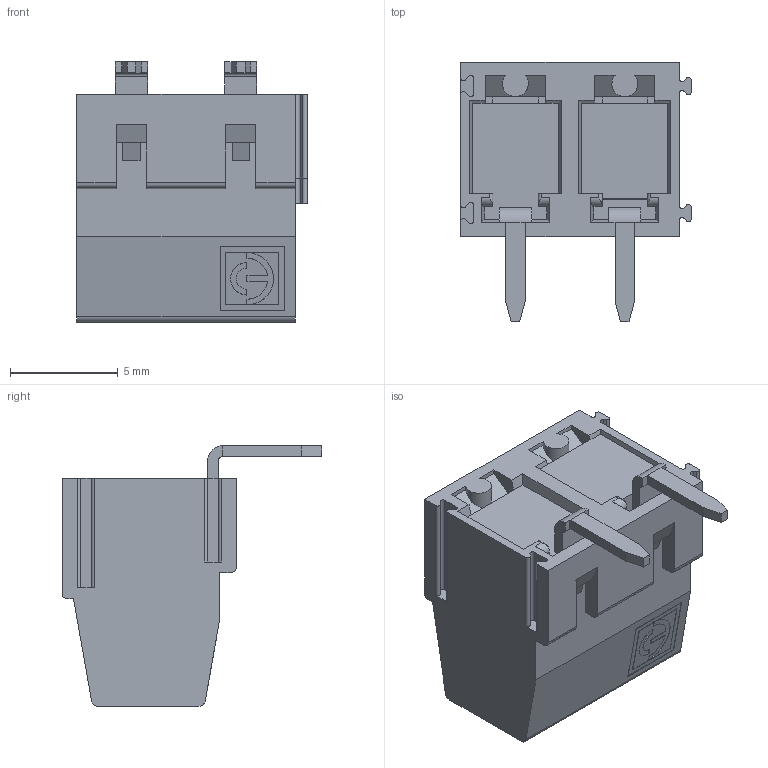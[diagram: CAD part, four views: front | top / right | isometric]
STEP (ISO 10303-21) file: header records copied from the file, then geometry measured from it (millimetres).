
FILE_DESCRIPTION(('STEP AP214'),'1');
FILE_NAME('MV15-5,08-H.stp','2021-12-22T15:48:07',(' '),(' '),'Spatial InterOp 3D',' ',' ');
FILE_SCHEMA(('automotive_design'));
Length unit declared in the file: metre
Products named in the file (2): 1; 2
Bounding box: 10.71 x 12.05 x 12.1 mm (x, y, z)
Volume: 665.3 mm3; surface area: 779.9 mm2
Topology: 1 solids, 1 shells, 239 faces, 658 edges, 431 vertices
Faces by surface type: plane 184, cylinder 52, cone 2, extrusion 1
Full cylindrical faces by diameter (mm): 3 x2, 3.7 x2, 3.9 x2
Entity records: 9592 total; most frequent: CARTESIAN_POINT 1578, ORIENTED_EDGE 1290, DIRECTION 1200, EDGE_CURVE 645, VECTOR 514, LINE 513, VERTEX_POINT 425, AXIS2_PLACEMENT_3D 343
